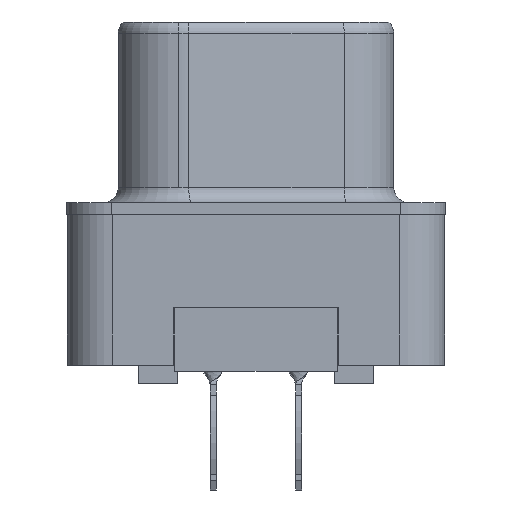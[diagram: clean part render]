
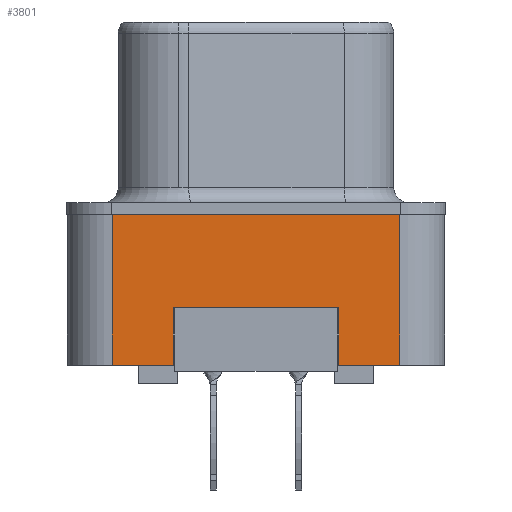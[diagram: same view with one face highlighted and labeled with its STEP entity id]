
A CAD part, left-side view. The second image highlights one B-rep face of the part: STEP entity #3801.
In plain terms, the highlighted planar face has unit normal (-1, 0, 0).
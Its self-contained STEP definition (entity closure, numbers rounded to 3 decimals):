
#370 = EDGE_CURVE ( 'NONE', #12841, #3429, #23118, .T. ) ;
#917 = DIRECTION ( 'NONE',  ( 0., 1., 0. ) ) ;
#1037 = VECTOR ( 'NONE', #20838, 1000. ) ;
#2340 = CARTESIAN_POINT ( 'NONE',  ( -3., 4.775, -5. ) ) ;
#2993 = DIRECTION ( 'NONE',  ( 0., 0., 1. ) ) ;
#3429 = VERTEX_POINT ( 'NONE', #23317 ) ;
#3704 = VERTEX_POINT ( 'NONE', #21529 ) ;
#3801 = ADVANCED_FACE ( 'NONE', ( #14724 ), #8568, .T. ) ;
#4035 = CARTESIAN_POINT ( 'NONE',  ( -3., 2.75, -3.1 ) ) ;
#4182 = DIRECTION ( 'NONE',  ( 0., 0., -1. ) ) ;
#4705 = DIRECTION ( 'NONE',  ( -1., 0., 0. ) ) ;
#5735 = VERTEX_POINT ( 'NONE', #9862 ) ;
#5890 = VECTOR ( 'NONE', #917, 1000. ) ;
#6182 = LINE ( 'NONE', #10168, #18007 ) ;
#6459 = VERTEX_POINT ( 'NONE', #17883 ) ;
#6910 = CARTESIAN_POINT ( 'NONE',  ( -3., 2.75, -3.1 ) ) ;
#7105 = CARTESIAN_POINT ( 'NONE',  ( -3., -4.775, -5. ) ) ;
#7556 = EDGE_CURVE ( 'NONE', #21284, #6459, #18327, .T. ) ;
#7843 = LINE ( 'NONE', #22837, #12124 ) ;
#8381 = VECTOR ( 'NONE', #16869, 1000. ) ;
#8568 = PLANE ( 'NONE',  #10825 ) ;
#8781 = CARTESIAN_POINT ( 'NONE',  ( -3., 4.775, -5. ) ) ;
#9862 = CARTESIAN_POINT ( 'NONE',  ( -3., -2.75, -3.1 ) ) ;
#10168 = CARTESIAN_POINT ( 'NONE',  ( -3., -4.775, 0. ) ) ;
#10825 = AXIS2_PLACEMENT_3D ( 'NONE', #14344, #4705, #16395 ) ;
#11234 = LINE ( 'NONE', #8781, #11698 ) ;
#11604 = EDGE_CURVE ( 'NONE', #5735, #21284, #15725, .T. ) ;
#11698 = VECTOR ( 'NONE', #2993, 1000. ) ;
#12124 = VECTOR ( 'NONE', #17209, 1000. ) ;
#12841 = VERTEX_POINT ( 'NONE', #25214 ) ;
#13028 = CARTESIAN_POINT ( 'NONE',  ( -3., -4.775, -5. ) ) ;
#13279 = EDGE_CURVE ( 'NONE', #3429, #13818, #22359, .T. ) ;
#13377 = CARTESIAN_POINT ( 'NONE',  ( -3., -4.775, 0. ) ) ;
#13621 = ORIENTED_EDGE ( 'NONE', *, *, #19763, .T. ) ;
#13818 = VERTEX_POINT ( 'NONE', #13377 ) ;
#13956 = LINE ( 'NONE', #21758, #21979 ) ;
#14344 = CARTESIAN_POINT ( 'NONE',  ( -3., -4.775, -5. ) ) ;
#14724 = FACE_OUTER_BOUND ( 'NONE', #24700, .T. ) ;
#15104 = ORIENTED_EDGE ( 'NONE', *, *, #25101, .F. ) ;
#15725 = LINE ( 'NONE', #4035, #5890 ) ;
#16289 = ORIENTED_EDGE ( 'NONE', *, *, #13279, .T. ) ;
#16395 = DIRECTION ( 'NONE',  ( 0., 0., 1. ) ) ;
#16869 = DIRECTION ( 'NONE',  ( 0., -1., 0. ) ) ;
#17161 = EDGE_CURVE ( 'NONE', #5735, #12841, #13956, .T. ) ;
#17209 = DIRECTION ( 'NONE',  ( 0., -1., 0. ) ) ;
#17795 = ORIENTED_EDGE ( 'NONE', *, *, #11604, .F. ) ;
#17883 = CARTESIAN_POINT ( 'NONE',  ( -3., 2.75, -5. ) ) ;
#18007 = VECTOR ( 'NONE', #22701, 1000. ) ;
#18327 = LINE ( 'NONE', #6910, #25036 ) ;
#18430 = CARTESIAN_POINT ( 'NONE',  ( -3., 2.75, -3.1 ) ) ;
#19234 = EDGE_CURVE ( 'NONE', #23429, #3704, #11234, .T. ) ;
#19763 = EDGE_CURVE ( 'NONE', #23429, #6459, #7843, .T. ) ;
#19809 = ORIENTED_EDGE ( 'NONE', *, *, #17161, .T. ) ;
#20122 = DIRECTION ( 'NONE',  ( 0., 0., -1. ) ) ;
#20838 = DIRECTION ( 'NONE',  ( 0., 0., 1. ) ) ;
#21284 = VERTEX_POINT ( 'NONE', #18430 ) ;
#21529 = CARTESIAN_POINT ( 'NONE',  ( -3., 4.775, 0. ) ) ;
#21758 = CARTESIAN_POINT ( 'NONE',  ( -3., -2.75, -3.1 ) ) ;
#21979 = VECTOR ( 'NONE', #4182, 1000. ) ;
#22359 = LINE ( 'NONE', #13028, #1037 ) ;
#22504 = ORIENTED_EDGE ( 'NONE', *, *, #370, .T. ) ;
#22701 = DIRECTION ( 'NONE',  ( 0., -1., 0. ) ) ;
#22837 = CARTESIAN_POINT ( 'NONE',  ( -3., -4.775, -5. ) ) ;
#23118 = LINE ( 'NONE', #7105, #8381 ) ;
#23151 = ORIENTED_EDGE ( 'NONE', *, *, #19234, .F. ) ;
#23317 = CARTESIAN_POINT ( 'NONE',  ( -3., -4.775, -5. ) ) ;
#23429 = VERTEX_POINT ( 'NONE', #2340 ) ;
#24688 = ORIENTED_EDGE ( 'NONE', *, *, #7556, .F. ) ;
#24700 = EDGE_LOOP ( 'NONE', ( #19809, #22504, #16289, #15104, #23151, #13621, #24688, #17795 ) ) ;
#25036 = VECTOR ( 'NONE', #20122, 1000. ) ;
#25101 = EDGE_CURVE ( 'NONE', #3704, #13818, #6182, .T. ) ;
#25214 = CARTESIAN_POINT ( 'NONE',  ( -3., -2.75, -5. ) ) ;
